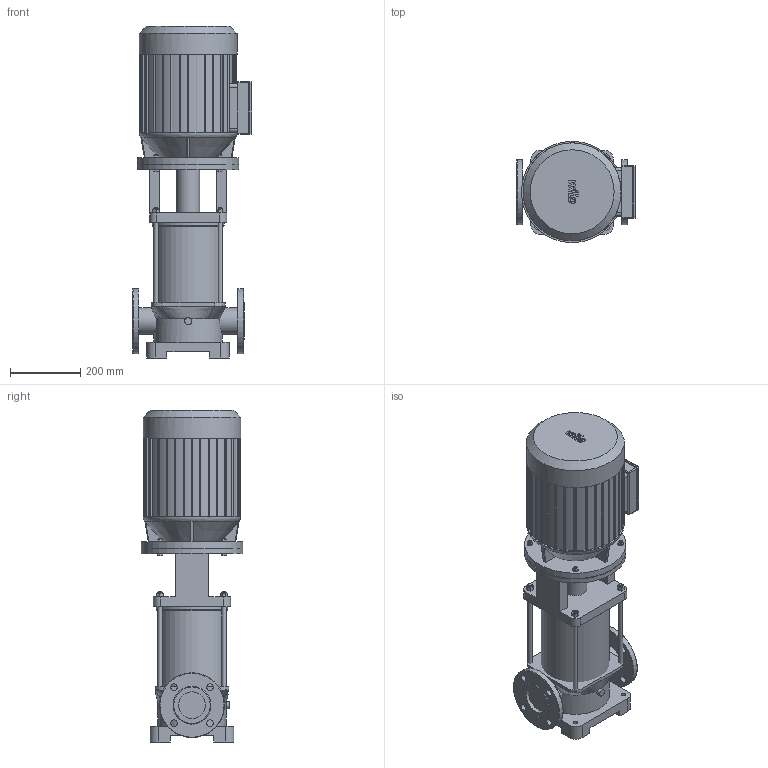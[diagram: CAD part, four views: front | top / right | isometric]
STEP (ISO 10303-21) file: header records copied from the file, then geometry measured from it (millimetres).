
FILE_DESCRIPTION(/* description */ (''),/* implementation_level */ '2;1');
FILE_NAME(/* name */ '3d_MVI3204-3_16_E_3-400-50-2-4035906.stp',/* time_stamp */ '2017-01-31T19:53:30+01:00',/* author */ ('Łukasz'),/* organization */ (''),/* preprocessor_version */ 'ST-DEVELOPER v16.1',/* originating_system */ 'AutoCAD Mechanical',/* authorisation */ '');
FILE_SCHEMA (('AUTOMOTIVE_DESIGN { 1 0 10303 214 3 1 1 }'));
Length unit declared in the file: millimetre
Products named in the file (1): Product
Bounding box: 342 x 289 x 947.2 mm (x, y, z)
Volume: 40542048.5 mm3; surface area: 1613217.6 mm2
Topology: 16 solids, 16 shells, 555 faces, 1406 edges, 911 vertices
Faces by surface type: plane 317, cylinder 171, bspline 32, cone 14, torus 13, sphere 8
Full cylindrical faces by diameter (mm): 8 x4, 12 x12, 16 x4, 19 x8, 20 x1, 65 x1, 76.1 x4, 185 x2, 195 x2, 205 x1, 279 x1, 289 x2
Entity records: 17499 total; most frequent: CARTESIAN_POINT 4275, ORIENTED_EDGE 2668, DIRECTION 2667, EDGE_CURVE 1334, VERTEX_POINT 908, AXIS2_PLACEMENT_3D 898, LINE 871, VECTOR 871
